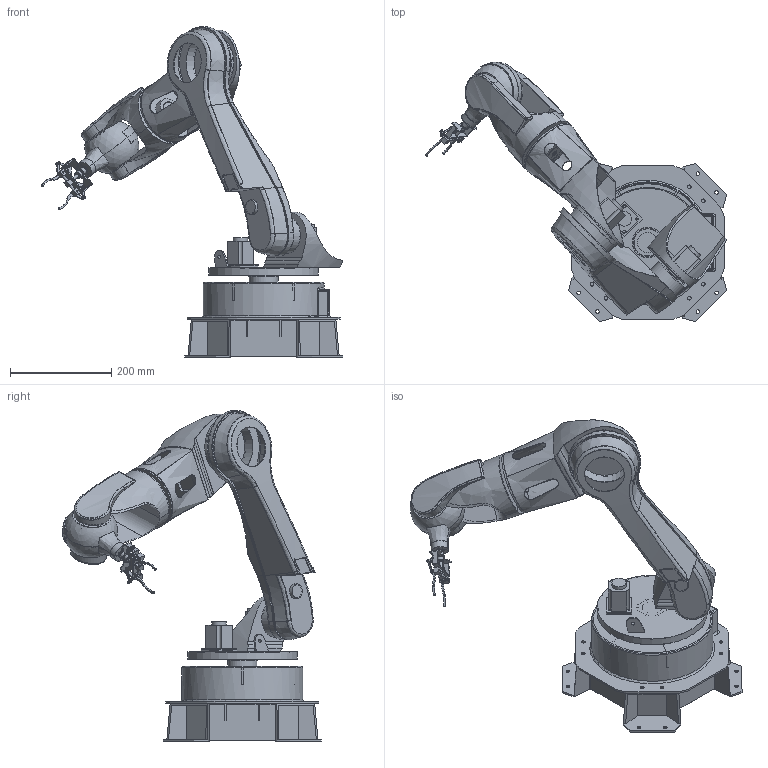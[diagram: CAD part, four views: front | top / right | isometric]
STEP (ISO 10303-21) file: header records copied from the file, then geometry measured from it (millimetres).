
FILE_DESCRIPTION(/* description */ (''),/* implementation_level */ '2;1');
FILE_NAME(/* name */ '机械臂3d模型.step',/* time_stamp */ '2022-05-25T21:27:20+08:00',/* author */ (''),/* organization */ (''),/* preprocessor_version */ 'ST-DEVELOPER v18.1',/* originating_system */ 'Autodesk Translation Framework v10.14.0.1471',/* authorisation */ '');
FILE_SCHEMA (('AUTOMOTIVE_DESIGN { 1 0 10303 214 3 1 1 }'));
Products named in the file (8): 机械臂坐标系; L0; L1; L2; L3; L4; L5; L6
Assembly tree (7 placements, depth 2):
  机械臂坐标系
    L0
    L1
    L2
    L3
    L4
    L5
    L6
Bounding box: 596.23 x 512.35 x 653.97 mm (x, y, z)
Volume: 2095673.6 mm3; surface area: 1747545.9 mm2
Topology: 36 solids, 36 shells, 947 faces, 2350 edges, 1540 vertices
Faces by surface type: plane 550, cylinder 288, bspline 68, sphere 16, torus 13, cone 12
Full cylindrical faces by diameter (mm): 2.857 x46, 4.286 x2, 5.357 x3, 5.714 x15, 7.143 x25, 10.714 x2, 11.429 x2, 12.857 x3, 14.286 x1, 25 x4, 28.571 x8, 32.143 x4, 34.286 x2, 35.714 x2, 40 x1, 50 x1, 53.571 x2, 57.143 x3, 60.714 x1, 67.857 x1, 71.429 x1, 78.571 x1, 103.571 x1, 107.143 x2, 110.714 x1, 125 x1, 214.286 x1, 217.857 x1, 236.071 x1, 239.643 x1
Entity records: 53611 total; most frequent: CARTESIAN_POINT 30602, ORIENTED_EDGE 4680, DIRECTION 4573, EDGE_CURVE 2340, AXIS2_PLACEMENT_3D 1613, VERTEX_POINT 1540, LINE 1347, VECTOR 1347
